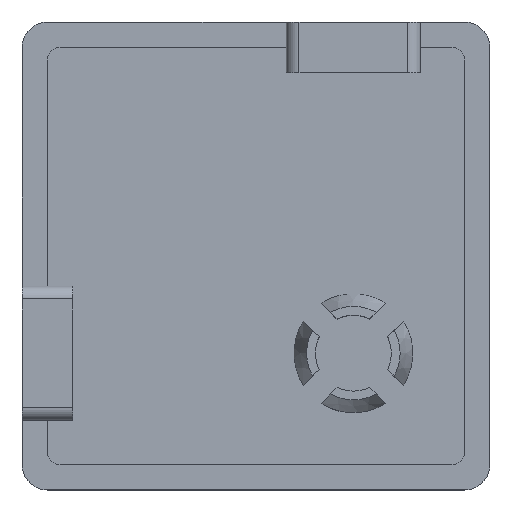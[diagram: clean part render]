
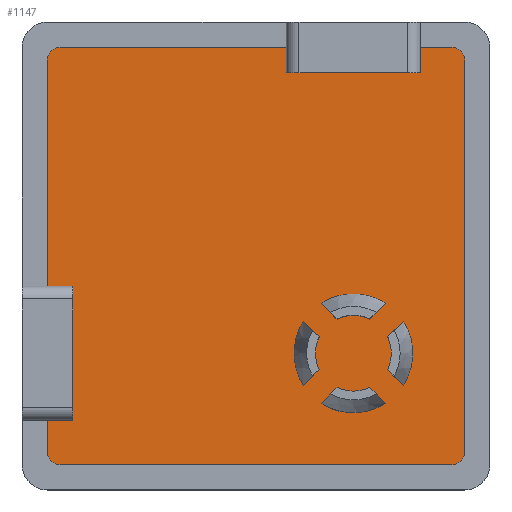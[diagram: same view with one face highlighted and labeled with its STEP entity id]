
A CAD part, top view. The second image highlights one B-rep face of the part: STEP entity #1147.
In plain terms, the highlighted planar face has unit normal (0, 0, 1).
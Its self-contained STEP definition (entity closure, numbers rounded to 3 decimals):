
#19=FACE_BOUND('',#402,.T.);
#20=FACE_BOUND('',#403,.T.);
#21=FACE_BOUND('',#404,.T.);
#22=FACE_BOUND('',#405,.T.);
#50=LINE('',#1683,#158);
#55=LINE('',#1708,#163);
#58=LINE('',#1727,#166);
#65=LINE('',#1758,#173);
#69=LINE('',#1765,#177);
#72=LINE('',#1779,#180);
#75=LINE('',#1789,#183);
#78=LINE('',#1799,#186);
#82=LINE('',#1813,#190);
#88=LINE('',#1826,#196);
#92=LINE('',#1840,#200);
#98=LINE('',#1853,#206);
#104=LINE('',#1867,#212);
#110=LINE('',#1881,#218);
#115=LINE('',#1891,#223);
#116=LINE('',#1894,#224);
#119=LINE('',#1901,#227);
#120=LINE('',#1903,#228);
#121=LINE('',#1907,#229);
#122=LINE('',#1911,#230);
#158=VECTOR('',#1330,10.);
#163=VECTOR('',#1347,10.);
#166=VECTOR('',#1358,10.);
#173=VECTOR('',#1381,10.);
#177=VECTOR('',#1387,10.);
#180=VECTOR('',#1408,10.);
#183=VECTOR('',#1421,10.);
#186=VECTOR('',#1434,10.);
#190=VECTOR('',#1446,10.);
#196=VECTOR('',#1456,10.);
#200=VECTOR('',#1468,10.);
#206=VECTOR('',#1478,10.);
#212=VECTOR('',#1490,10.);
#218=VECTOR('',#1502,10.);
#223=VECTOR('',#1513,10.);
#224=VECTOR('',#1516,10.);
#227=VECTOR('',#1523,10.);
#228=VECTOR('',#1524,10.);
#229=VECTOR('',#1527,10.);
#230=VECTOR('',#1530,10.);
#285=PLANE('',#1261);
#335=FACE_OUTER_BOUND('',#401,.T.);
#401=EDGE_LOOP('',(#941,#942,#943,#944,#945,#946,#947,#948,#949,#950,#951,
#952,#953,#954,#955,#956));
#402=EDGE_LOOP('',(#957,#958,#959,#960));
#403=EDGE_LOOP('',(#961,#962,#963,#964));
#404=EDGE_LOOP('',(#965,#966,#967,#968));
#405=EDGE_LOOP('',(#969,#970,#971,#972));
#441=CIRCLE('',#1212,2.35);
#446=CIRCLE('',#1222,1.5);
#447=CIRCLE('',#1225,1.5);
#448=CIRCLE('',#1227,2.35);
#449=CIRCLE('',#1230,1.5);
#450=CIRCLE('',#1232,2.35);
#451=CIRCLE('',#1235,1.5);
#452=CIRCLE('',#1237,2.35);
#461=CIRCLE('',#1262,0.5);
#462=CIRCLE('',#1263,0.5);
#463=CIRCLE('',#1264,0.5);
#464=CIRCLE('',#1265,0.5);
#499=VERTEX_POINT('',#1680);
#500=VERTEX_POINT('',#1682);
#507=VERTEX_POINT('',#1705);
#508=VERTEX_POINT('',#1707);
#513=VERTEX_POINT('',#1724);
#514=VERTEX_POINT('',#1726);
#516=VERTEX_POINT('',#1732);
#523=VERTEX_POINT('',#1755);
#524=VERTEX_POINT('',#1757);
#526=VERTEX_POINT('',#1763);
#527=VERTEX_POINT('',#1771);
#528=VERTEX_POINT('',#1775);
#529=VERTEX_POINT('',#1781);
#530=VERTEX_POINT('',#1785);
#531=VERTEX_POINT('',#1791);
#532=VERTEX_POINT('',#1795);
#537=VERTEX_POINT('',#1810);
#538=VERTEX_POINT('',#1812);
#543=VERTEX_POINT('',#1824);
#548=VERTEX_POINT('',#1837);
#549=VERTEX_POINT('',#1839);
#554=VERTEX_POINT('',#1851);
#559=VERTEX_POINT('',#1865);
#564=VERTEX_POINT('',#1879);
#566=VERTEX_POINT('',#1889);
#567=VERTEX_POINT('',#1893);
#569=VERTEX_POINT('',#1899);
#570=VERTEX_POINT('',#1902);
#571=VERTEX_POINT('',#1904);
#572=VERTEX_POINT('',#1906);
#573=VERTEX_POINT('',#1908);
#574=VERTEX_POINT('',#1910);
#609=EDGE_CURVE('',#500,#499,#50,.T.);
#619=EDGE_CURVE('',#508,#507,#55,.T.);
#626=EDGE_CURVE('',#514,#513,#58,.T.);
#630=EDGE_CURVE('',#513,#516,#441,.T.);
#639=EDGE_CURVE('',#524,#523,#65,.T.);
#643=EDGE_CURVE('',#516,#526,#69,.T.);
#645=EDGE_CURVE('',#526,#514,#446,.T.);
#646=EDGE_CURVE('',#527,#508,#447,.T.);
#649=EDGE_CURVE('',#507,#528,#448,.T.);
#650=EDGE_CURVE('',#528,#527,#72,.T.);
#651=EDGE_CURVE('',#529,#524,#449,.T.);
#654=EDGE_CURVE('',#523,#530,#450,.T.);
#655=EDGE_CURVE('',#530,#529,#75,.T.);
#656=EDGE_CURVE('',#531,#500,#451,.T.);
#659=EDGE_CURVE('',#499,#532,#452,.T.);
#660=EDGE_CURVE('',#532,#531,#78,.T.);
#666=EDGE_CURVE('',#538,#537,#82,.T.);
#673=EDGE_CURVE('',#537,#543,#88,.T.);
#679=EDGE_CURVE('',#549,#548,#92,.T.);
#686=EDGE_CURVE('',#548,#554,#98,.T.);
#693=EDGE_CURVE('',#554,#559,#104,.T.);
#700=EDGE_CURVE('',#543,#564,#110,.T.);
#705=EDGE_CURVE('',#559,#566,#115,.T.);
#706=EDGE_CURVE('',#567,#549,#116,.T.);
#709=EDGE_CURVE('',#566,#569,#461,.T.);
#710=EDGE_CURVE('',#569,#538,#119,.T.);
#711=EDGE_CURVE('',#564,#570,#120,.T.);
#712=EDGE_CURVE('',#570,#571,#462,.T.);
#713=EDGE_CURVE('',#571,#572,#121,.T.);
#714=EDGE_CURVE('',#572,#573,#463,.T.);
#715=EDGE_CURVE('',#573,#574,#122,.T.);
#716=EDGE_CURVE('',#574,#567,#464,.T.);
#941=ORIENTED_EDGE('',*,*,#679,.T.);
#942=ORIENTED_EDGE('',*,*,#686,.T.);
#943=ORIENTED_EDGE('',*,*,#693,.T.);
#944=ORIENTED_EDGE('',*,*,#705,.T.);
#945=ORIENTED_EDGE('',*,*,#709,.T.);
#946=ORIENTED_EDGE('',*,*,#710,.T.);
#947=ORIENTED_EDGE('',*,*,#666,.T.);
#948=ORIENTED_EDGE('',*,*,#673,.T.);
#949=ORIENTED_EDGE('',*,*,#700,.T.);
#950=ORIENTED_EDGE('',*,*,#711,.T.);
#951=ORIENTED_EDGE('',*,*,#712,.T.);
#952=ORIENTED_EDGE('',*,*,#713,.T.);
#953=ORIENTED_EDGE('',*,*,#714,.T.);
#954=ORIENTED_EDGE('',*,*,#715,.T.);
#955=ORIENTED_EDGE('',*,*,#716,.T.);
#956=ORIENTED_EDGE('',*,*,#706,.T.);
#957=ORIENTED_EDGE('',*,*,#630,.T.);
#958=ORIENTED_EDGE('',*,*,#643,.T.);
#959=ORIENTED_EDGE('',*,*,#645,.T.);
#960=ORIENTED_EDGE('',*,*,#626,.T.);
#961=ORIENTED_EDGE('',*,*,#646,.T.);
#962=ORIENTED_EDGE('',*,*,#619,.T.);
#963=ORIENTED_EDGE('',*,*,#649,.T.);
#964=ORIENTED_EDGE('',*,*,#650,.T.);
#965=ORIENTED_EDGE('',*,*,#651,.T.);
#966=ORIENTED_EDGE('',*,*,#639,.T.);
#967=ORIENTED_EDGE('',*,*,#654,.T.);
#968=ORIENTED_EDGE('',*,*,#655,.T.);
#969=ORIENTED_EDGE('',*,*,#656,.T.);
#970=ORIENTED_EDGE('',*,*,#609,.T.);
#971=ORIENTED_EDGE('',*,*,#659,.T.);
#972=ORIENTED_EDGE('',*,*,#660,.T.);
#1147=ADVANCED_FACE('',(#335,#19,#20,#21,#22),#285,.T.);
#1212=AXIS2_PLACEMENT_3D('',#1734,#1364,#1365);
#1222=AXIS2_PLACEMENT_3D('',#1768,#1392,#1393);
#1225=AXIS2_PLACEMENT_3D('',#1772,#1398,#1399);
#1227=AXIS2_PLACEMENT_3D('',#1777,#1404,#1405);
#1230=AXIS2_PLACEMENT_3D('',#1782,#1411,#1412);
#1232=AXIS2_PLACEMENT_3D('',#1787,#1417,#1418);
#1235=AXIS2_PLACEMENT_3D('',#1792,#1424,#1425);
#1237=AXIS2_PLACEMENT_3D('',#1797,#1430,#1431);
#1261=AXIS2_PLACEMENT_3D('',#1898,#1519,#1520);
#1262=AXIS2_PLACEMENT_3D('',#1900,#1521,#1522);
#1263=AXIS2_PLACEMENT_3D('',#1905,#1525,#1526);
#1264=AXIS2_PLACEMENT_3D('',#1909,#1528,#1529);
#1265=AXIS2_PLACEMENT_3D('',#1912,#1531,#1532);
#1330=DIRECTION('',(0.707,0.707,0.));
#1347=DIRECTION('',(0.707,-0.707,0.));
#1358=DIRECTION('',(-0.707,0.707,0.));
#1364=DIRECTION('center_axis',(0.,0.,-1.));
#1365=DIRECTION('ref_axis',(0.54,0.841,0.));
#1381=DIRECTION('',(-0.707,-0.707,0.));
#1387=DIRECTION('',(-0.707,-0.707,0.));
#1392=DIRECTION('center_axis',(0.,0.,1.));
#1393=DIRECTION('ref_axis',(-0.431,-0.902,0.));
#1398=DIRECTION('center_axis',(0.,0.,1.));
#1399=DIRECTION('ref_axis',(0.431,0.902,0.));
#1404=DIRECTION('center_axis',(0.,0.,-1.));
#1405=DIRECTION('ref_axis',(-0.54,-0.841,0.));
#1408=DIRECTION('',(0.707,0.707,0.));
#1411=DIRECTION('center_axis',(0.,0.,1.));
#1412=DIRECTION('ref_axis',(0.902,-0.431,0.));
#1417=DIRECTION('center_axis',(0.,0.,-1.));
#1418=DIRECTION('ref_axis',(-0.841,0.54,0.));
#1421=DIRECTION('',(0.707,-0.707,0.));
#1424=DIRECTION('center_axis',(0.,0.,1.));
#1425=DIRECTION('ref_axis',(-0.902,0.431,0.));
#1430=DIRECTION('center_axis',(0.,0.,-1.));
#1431=DIRECTION('ref_axis',(0.841,-0.54,0.));
#1434=DIRECTION('',(-0.707,0.707,0.));
#1446=DIRECTION('',(1.,0.,0.));
#1456=DIRECTION('',(0.,-1.,0.));
#1468=DIRECTION('',(0.,-1.,0.));
#1478=DIRECTION('',(-1.,0.,0.));
#1490=DIRECTION('',(0.,1.,0.));
#1502=DIRECTION('',(-1.,0.,0.));
#1513=DIRECTION('',(-1.,0.,0.));
#1516=DIRECTION('',(-1.,0.,0.));
#1519=DIRECTION('center_axis',(0.,0.,1.));
#1520=DIRECTION('ref_axis',(1.,0.,0.));
#1521=DIRECTION('center_axis',(0.,0.,1.));
#1522=DIRECTION('ref_axis',(0.,1.,0.));
#1523=DIRECTION('',(0.,-1.,0.));
#1524=DIRECTION('',(0.,-1.,0.));
#1525=DIRECTION('center_axis',(0.,0.,1.));
#1526=DIRECTION('ref_axis',(-1.,0.,0.));
#1527=DIRECTION('',(1.,0.,0.));
#1528=DIRECTION('center_axis',(0.,0.,1.));
#1529=DIRECTION('ref_axis',(0.,-1.,0.));
#1530=DIRECTION('',(0.,1.,0.));
#1531=DIRECTION('center_axis',(0.,0.,1.));
#1532=DIRECTION('ref_axis',(1.,0.,0.));
#1680=CARTESIAN_POINT('',(5.827,-2.58,1.4));
#1682=CARTESIAN_POINT('',(5.204,-3.204,1.4));
#1683=CARTESIAN_POINT('',(4.704,-3.704,1.4));
#1705=CARTESIAN_POINT('',(5.12,-5.827,1.4));
#1707=CARTESIAN_POINT('',(4.496,-5.204,1.4));
#1708=CARTESIAN_POINT('',(2.071,-2.779,1.4));
#1724=CARTESIAN_POINT('',(2.58,-1.873,1.4));
#1726=CARTESIAN_POINT('',(3.204,-2.496,1.4));
#1727=CARTESIAN_POINT('',(1.779,-1.071,1.4));
#1732=CARTESIAN_POINT('',(5.12,-1.873,1.4));
#1734=CARTESIAN_POINT('Origin',(3.85,-3.85,1.4));
#1755=CARTESIAN_POINT('',(1.873,-5.12,1.4));
#1757=CARTESIAN_POINT('',(2.496,-4.496,1.4));
#1758=CARTESIAN_POINT('',(2.996,-3.996,1.4));
#1763=CARTESIAN_POINT('',(4.496,-2.496,1.4));
#1765=CARTESIAN_POINT('',(4.308,-2.685,1.4));
#1768=CARTESIAN_POINT('Origin',(3.85,-3.85,1.4));
#1771=CARTESIAN_POINT('',(3.204,-5.204,1.4));
#1772=CARTESIAN_POINT('Origin',(3.85,-3.85,1.4));
#1775=CARTESIAN_POINT('',(2.58,-5.827,1.4));
#1777=CARTESIAN_POINT('Origin',(3.85,-3.85,1.4));
#1779=CARTESIAN_POINT('',(3.392,-5.015,1.4));
#1781=CARTESIAN_POINT('',(2.496,-3.204,1.4));
#1782=CARTESIAN_POINT('Origin',(3.85,-3.85,1.4));
#1785=CARTESIAN_POINT('',(1.873,-2.58,1.4));
#1787=CARTESIAN_POINT('Origin',(3.85,-3.85,1.4));
#1789=CARTESIAN_POINT('',(0.76,-1.467,1.4));
#1791=CARTESIAN_POINT('',(5.204,-4.496,1.4));
#1792=CARTESIAN_POINT('Origin',(3.85,-3.85,1.4));
#1795=CARTESIAN_POINT('',(5.827,-5.12,1.4));
#1797=CARTESIAN_POINT('Origin',(3.85,-3.85,1.4));
#1799=CARTESIAN_POINT('',(3.09,-2.383,1.4));
#1810=CARTESIAN_POINT('',(-7.25,-1.2,1.4));
#1812=CARTESIAN_POINT('',(-8.25,-1.2,1.4));
#1813=CARTESIAN_POINT('',(-4.625,-1.2,1.4));
#1824=CARTESIAN_POINT('',(-7.25,-6.5,1.4));
#1826=CARTESIAN_POINT('',(-7.25,-0.6,1.4));
#1837=CARTESIAN_POINT('',(6.5,7.25,1.4));
#1839=CARTESIAN_POINT('',(6.5,8.25,1.4));
#1840=CARTESIAN_POINT('',(6.5,4.625,1.4));
#1851=CARTESIAN_POINT('',(1.2,7.25,1.4));
#1853=CARTESIAN_POINT('',(3.25,7.25,1.4));
#1865=CARTESIAN_POINT('',(1.2,8.25,1.4));
#1867=CARTESIAN_POINT('',(1.2,3.625,1.4));
#1879=CARTESIAN_POINT('',(-8.25,-6.5,1.4));
#1881=CARTESIAN_POINT('',(-3.625,-6.5,1.4));
#1889=CARTESIAN_POINT('',(-7.75,8.25,1.4));
#1891=CARTESIAN_POINT('',(-3.875,8.25,1.4));
#1893=CARTESIAN_POINT('',(7.75,8.25,1.4));
#1894=CARTESIAN_POINT('',(-3.875,8.25,1.4));
#1898=CARTESIAN_POINT('Origin',(0.,0.,
1.4));
#1899=CARTESIAN_POINT('',(-8.25,7.75,1.4));
#1900=CARTESIAN_POINT('Origin',(-7.75,7.75,1.4));
#1901=CARTESIAN_POINT('',(-8.25,-3.875,1.4));
#1902=CARTESIAN_POINT('',(-8.25,-7.75,1.4));
#1903=CARTESIAN_POINT('',(-8.25,-3.875,1.4));
#1904=CARTESIAN_POINT('',(-7.75,-8.25,1.4));
#1905=CARTESIAN_POINT('Origin',(-7.75,-7.75,1.4));
#1906=CARTESIAN_POINT('',(7.75,-8.25,1.4));
#1907=CARTESIAN_POINT('',(3.875,-8.25,1.4));
#1908=CARTESIAN_POINT('',(8.25,-7.75,1.4));
#1909=CARTESIAN_POINT('Origin',(7.75,-7.75,1.4));
#1910=CARTESIAN_POINT('',(8.25,7.75,1.4));
#1911=CARTESIAN_POINT('',(8.25,3.875,1.4));
#1912=CARTESIAN_POINT('Origin',(7.75,7.75,1.4));
